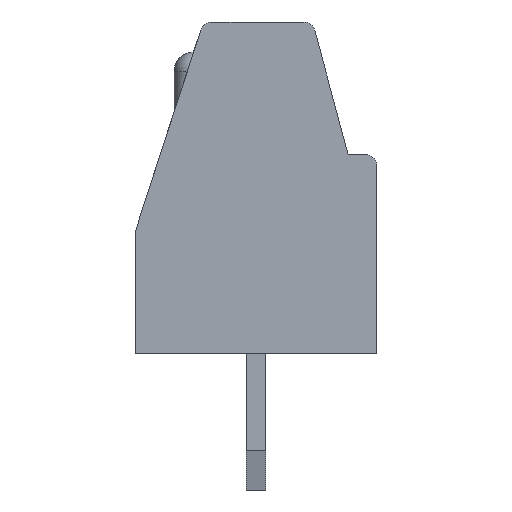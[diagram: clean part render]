
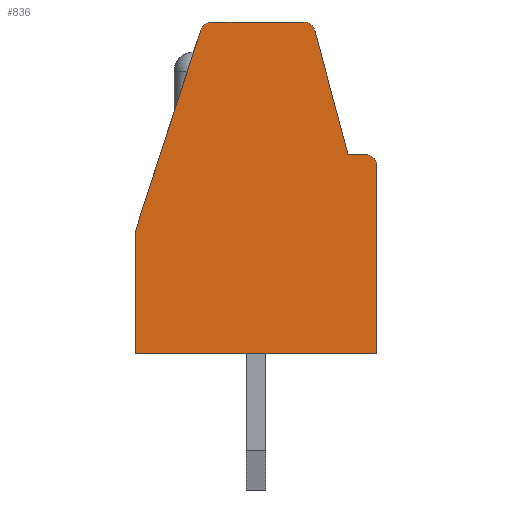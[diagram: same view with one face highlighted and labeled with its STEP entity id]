
A CAD part, left-side view. The second image highlights one B-rep face of the part: STEP entity #836.
In plain terms, the highlighted planar face has unit normal (-1, 0, 0).
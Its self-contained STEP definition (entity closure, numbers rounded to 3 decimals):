
#324 = VERTEX_POINT('',#325);
#325 = CARTESIAN_POINT('',(-10.4,1.132,8.5));
#333 = EDGE_CURVE('',#324,#334,#336,.T.);
#334 = VERTEX_POINT('',#335);
#335 = CARTESIAN_POINT('',(-10.4,-1.22,8.5));
#336 = LINE('',#337,#338);
#337 = CARTESIAN_POINT('',(-10.4,1.132,8.5));
#338 = VECTOR('',#339,1.);
#339 = DIRECTION('',(0.,-1.,0.));
#516 = VERTEX_POINT('',#517);
#517 = CARTESIAN_POINT('',(-10.4,1.417,8.293));
#523 = EDGE_CURVE('',#324,#516,#524,.T.);
#524 = CIRCLE('',#525,0.3);
#525 = AXIS2_PLACEMENT_3D('',#526,#527,#528);
#526 = CARTESIAN_POINT('',(-10.4,1.132,8.2));
#527 = DIRECTION('',(-1.,0.,0.));
#528 = DIRECTION('',(0.,0.,1.));
#547 = VERTEX_POINT('',#548);
#548 = CARTESIAN_POINT('',(-10.4,3.1,3.114));
#556 = EDGE_CURVE('',#516,#547,#557,.T.);
#557 = LINE('',#558,#559);
#558 = CARTESIAN_POINT('',(-10.4,1.417,8.293));
#559 = VECTOR('',#560,1.);
#560 = DIRECTION('',(0.,0.309,-0.951));
#819 = VERTEX_POINT('',#820);
#820 = CARTESIAN_POINT('',(-10.4,3.1,0.));
#826 = EDGE_CURVE('',#547,#819,#827,.T.);
#827 = LINE('',#828,#829);
#828 = CARTESIAN_POINT('',(-10.4,3.1,3.114));
#829 = VECTOR('',#830,1.);
#830 = DIRECTION('',(0.,0.,-1.));
#836 = ADVANCED_FACE('',(#837),#891,.F.);
#837 = FACE_BOUND('',#838,.T.);
#838 = EDGE_LOOP('',(#839,#849,#858,#866,#874,#881,#882,#883,#884,#885)
  );
#839 = ORIENTED_EDGE('',*,*,#840,.T.);
#840 = EDGE_CURVE('',#841,#843,#845,.T.);
#841 = VERTEX_POINT('',#842);
#842 = CARTESIAN_POINT('',(-10.4,-3.1,0.));
#843 = VERTEX_POINT('',#844);
#844 = CARTESIAN_POINT('',(-10.4,-3.1,4.8));
#845 = LINE('',#846,#847);
#846 = CARTESIAN_POINT('',(-10.4,-3.1,0.));
#847 = VECTOR('',#848,1.);
#848 = DIRECTION('',(0.,0.,1.));
#849 = ORIENTED_EDGE('',*,*,#850,.T.);
#850 = EDGE_CURVE('',#843,#851,#853,.T.);
#851 = VERTEX_POINT('',#852);
#852 = CARTESIAN_POINT('',(-10.4,-2.8,5.1));
#853 = CIRCLE('',#854,0.3);
#854 = AXIS2_PLACEMENT_3D('',#855,#856,#857);
#855 = CARTESIAN_POINT('',(-10.4,-2.8,4.8));
#856 = DIRECTION('',(-1.,0.,0.));
#857 = DIRECTION('',(-0.,-1.,0.));
#858 = ORIENTED_EDGE('',*,*,#859,.F.);
#859 = EDGE_CURVE('',#860,#851,#862,.T.);
#860 = VERTEX_POINT('',#861);
#861 = CARTESIAN_POINT('',(-10.4,-2.361,5.1));
#862 = LINE('',#863,#864);
#863 = CARTESIAN_POINT('',(-10.4,-2.361,5.1));
#864 = VECTOR('',#865,1.);
#865 = DIRECTION('',(0.,-1.,0.));
#866 = ORIENTED_EDGE('',*,*,#867,.T.);
#867 = EDGE_CURVE('',#860,#868,#870,.T.);
#868 = VERTEX_POINT('',#869);
#869 = CARTESIAN_POINT('',(-10.4,-1.51,8.278));
#870 = LINE('',#871,#872);
#871 = CARTESIAN_POINT('',(-10.4,-2.361,5.1));
#872 = VECTOR('',#873,1.);
#873 = DIRECTION('',(0.,0.259,0.966));
#874 = ORIENTED_EDGE('',*,*,#875,.T.);
#875 = EDGE_CURVE('',#868,#334,#876,.T.);
#876 = CIRCLE('',#877,0.3);
#877 = AXIS2_PLACEMENT_3D('',#878,#879,#880);
#878 = CARTESIAN_POINT('',(-10.4,-1.22,8.2));
#879 = DIRECTION('',(-1.,0.,0.));
#880 = DIRECTION('',(0.,-0.966,0.259));
#881 = ORIENTED_EDGE('',*,*,#333,.F.);
#882 = ORIENTED_EDGE('',*,*,#523,.T.);
#883 = ORIENTED_EDGE('',*,*,#556,.T.);
#884 = ORIENTED_EDGE('',*,*,#826,.T.);
#885 = ORIENTED_EDGE('',*,*,#886,.T.);
#886 = EDGE_CURVE('',#819,#841,#887,.T.);
#887 = LINE('',#888,#889);
#888 = CARTESIAN_POINT('',(-10.4,3.1,0.));
#889 = VECTOR('',#890,1.);
#890 = DIRECTION('',(0.,-1.,0.));
#891 = PLANE('',#892);
#892 = AXIS2_PLACEMENT_3D('',#893,#894,#895);
#893 = CARTESIAN_POINT('',(-10.4,21.223,-6.451));
#894 = DIRECTION('',(1.,0.,0.));
#895 = DIRECTION('',(0.,1.,0.));
